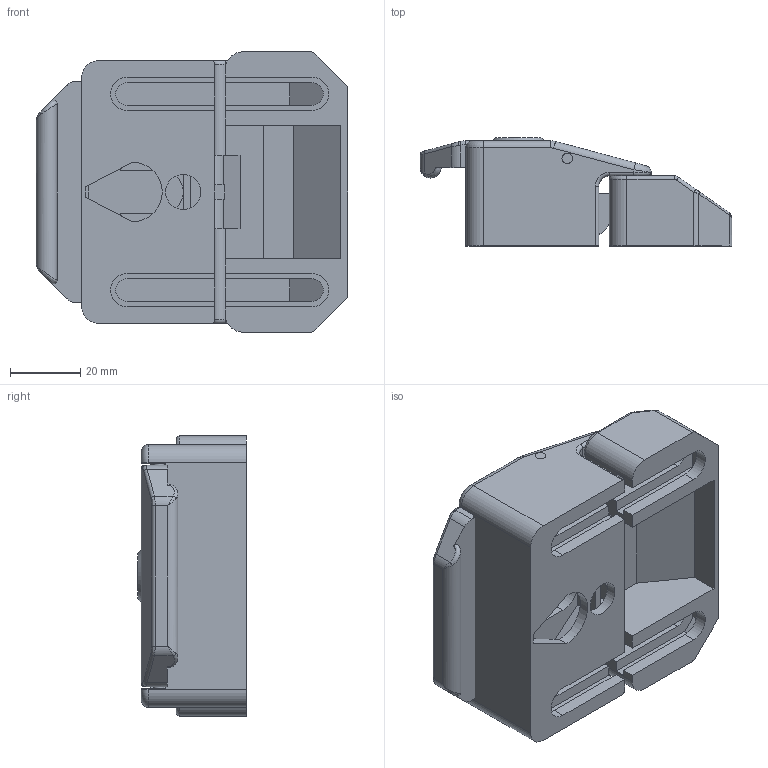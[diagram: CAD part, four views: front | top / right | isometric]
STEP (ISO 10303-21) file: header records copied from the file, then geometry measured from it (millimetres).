
FILE_DESCRIPTION((''),'2;1');
FILE_NAME('AR3372.stp','2016-08-04T15:50:54',('Envy'),(''),'Autodesk Inventor 2013','Autodesk Inventor 2013','');
FILE_SCHEMA(('AUTOMOTIVE_DESIGN { 1 0 10303 214 1 1 1 1 }'));
Length unit declared in the file: millimetre
Products named in the file (7): AR3372; AR3372 1; AR3372 2; AR3372 3; AR3372 4; AR3372 5; AR3372 6
Assembly tree (6 placements, depth 2):
  AR3372
    AR3372 1
    AR3372 2
    AR3372 3
    AR3372 4
    AR3372 5
    AR3372 6
Bounding box: 89 x 31 x 80 mm (x, y, z)
Volume: 97561 mm3; surface area: 42875.1 mm2
Topology: 6 solids, 6 shells, 308 faces, 795 edges, 501 vertices
Faces by surface type: plane 164, cylinder 96, bspline 26, torus 21, cone 1
Full cylindrical faces by diameter (mm): 3 x6, 10 x1
Entity records: 10550 total; most frequent: CARTESIAN_POINT 2582, ORIENTED_EDGE 1566, DIRECTION 1565, EDGE_CURVE 783, AXIS2_PLACEMENT_3D 522, VECTOR 521, LINE 521, VERTEX_POINT 501
